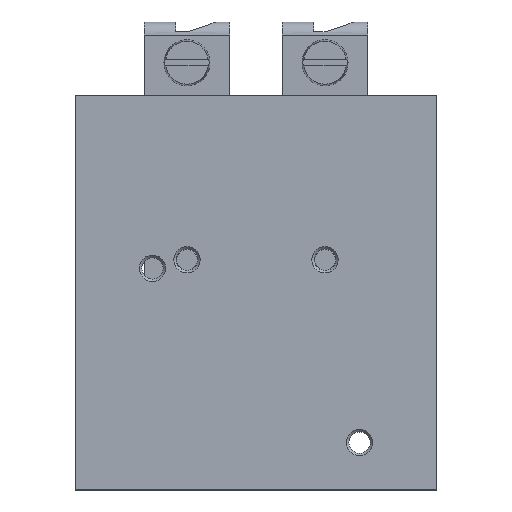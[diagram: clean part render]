
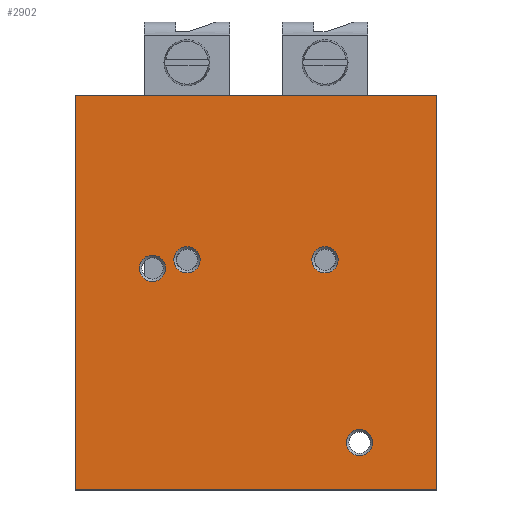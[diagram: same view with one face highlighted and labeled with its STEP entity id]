
A CAD part, top view. The second image highlights one B-rep face of the part: STEP entity #2902.
In plain terms, the highlighted planar face has unit normal (0, 0, 1).
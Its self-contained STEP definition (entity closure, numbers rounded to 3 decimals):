
#177=LINE('',#4595,#439);
#181=LINE('',#4603,#443);
#184=LINE('',#4609,#446);
#186=LINE('',#4612,#448);
#439=VECTOR('',#3613,1000.);
#443=VECTOR('',#3619,1000.);
#446=VECTOR('',#3624,1000.);
#448=VECTOR('',#3628,1000.);
#629=PLANE('',#3131);
#922=ORIENTED_EDGE('',*,*,#1727,.T.);
#923=ORIENTED_EDGE('',*,*,#1728,.F.);
#924=ORIENTED_EDGE('',*,*,#1729,.T.);
#925=ORIENTED_EDGE('',*,*,#1730,.T.);
#926=ORIENTED_EDGE('',*,*,#1717,.T.);
#927=ORIENTED_EDGE('',*,*,#1721,.T.);
#928=ORIENTED_EDGE('',*,*,#1724,.T.);
#929=ORIENTED_EDGE('',*,*,#1726,.T.);
#1717=EDGE_CURVE('',#2113,#2112,#177,.T.);
#1721=EDGE_CURVE('',#2112,#2115,#181,.T.);
#1724=EDGE_CURVE('',#2115,#2117,#184,.T.);
#1726=EDGE_CURVE('',#2117,#2113,#186,.T.);
#1727=EDGE_CURVE('',#2118,#2118,#2310,.T.);
#1728=EDGE_CURVE('',#2119,#2119,#2311,.T.);
#1729=EDGE_CURVE('',#2120,#2120,#2312,.T.);
#1730=EDGE_CURVE('',#2121,#2121,#2313,.T.);
#2112=VERTEX_POINT('',#4594);
#2113=VERTEX_POINT('',#4596);
#2115=VERTEX_POINT('',#4602);
#2117=VERTEX_POINT('',#4608);
#2118=VERTEX_POINT('',#4615);
#2119=VERTEX_POINT('',#4617);
#2120=VERTEX_POINT('',#4619);
#2121=VERTEX_POINT('',#4621);
#2310=CIRCLE('',#3132,2.);
#2311=CIRCLE('',#3133,2.);
#2312=CIRCLE('',#3134,2.);
#2313=CIRCLE('',#3135,2.);
#2445=EDGE_LOOP('',(#922));
#2446=EDGE_LOOP('',(#923));
#2447=EDGE_LOOP('',(#924));
#2448=EDGE_LOOP('',(#925));
#2449=EDGE_LOOP('',(#926,#927,#928,#929));
#2671=FACE_BOUND('',#2445,.T.);
#2672=FACE_BOUND('',#2446,.T.);
#2673=FACE_BOUND('',#2447,.T.);
#2674=FACE_BOUND('',#2448,.T.);
#2675=FACE_BOUND('',#2449,.T.);
#2902=ADVANCED_FACE('',(#2671,#2672,#2673,#2674,#2675),#629,.T.);
#3131=AXIS2_PLACEMENT_3D('',#4613,#3629,#3630);
#3132=AXIS2_PLACEMENT_3D('',#4614,#3631,#3632);
#3133=AXIS2_PLACEMENT_3D('',#4616,#3633,#3634);
#3134=AXIS2_PLACEMENT_3D('',#4618,#3635,#3636);
#3135=AXIS2_PLACEMENT_3D('',#4620,#3637,#3638);
#3613=DIRECTION('',(-1.,0.,0.));
#3619=DIRECTION('',(0.,-1.,0.));
#3624=DIRECTION('',(1.,0.,0.));
#3628=DIRECTION('',(0.,1.,0.));
#3629=DIRECTION('',(0.,0.,1.));
#3630=DIRECTION('',(1.,0.,0.));
#3631=DIRECTION('',(0.,0.,-1.));
#3632=DIRECTION('',(-1.,0.,0.));
#3633=DIRECTION('',(0.,0.,1.));
#3634=DIRECTION('',(1.,0.,0.));
#3635=DIRECTION('',(0.,0.,-1.));
#3636=DIRECTION('',(-1.,0.,0.));
#3637=DIRECTION('',(0.,0.,-1.));
#3638=DIRECTION('',(-1.,0.,0.));
#4594=CARTESIAN_POINT('',(-17.,25.,10.));
#4595=CARTESIAN_POINT('',(38.,25.,10.));
#4596=CARTESIAN_POINT('',(38.,25.,10.));
#4602=CARTESIAN_POINT('',(-17.,-35.,10.));
#4603=CARTESIAN_POINT('',(-17.,25.,10.));
#4608=CARTESIAN_POINT('',(38.,-35.,10.));
#4609=CARTESIAN_POINT('',(-17.,-35.,10.));
#4612=CARTESIAN_POINT('',(38.,-35.,10.));
#4613=CARTESIAN_POINT('',(0.,0.,10.));
#4614=CARTESIAN_POINT('',(26.25,-27.8,10.));
#4615=CARTESIAN_POINT('',(24.25,-27.8,10.));
#4616=CARTESIAN_POINT('',(-5.25,-1.3,10.));
#4617=CARTESIAN_POINT('',(-3.25,-1.3,10.));
#4618=CARTESIAN_POINT('',(21.,0.,10.));
#4619=CARTESIAN_POINT('',(19.,0.,10.));
#4620=CARTESIAN_POINT('',(0.,0.,10.));
#4621=CARTESIAN_POINT('',(-2.,0.,10.));
